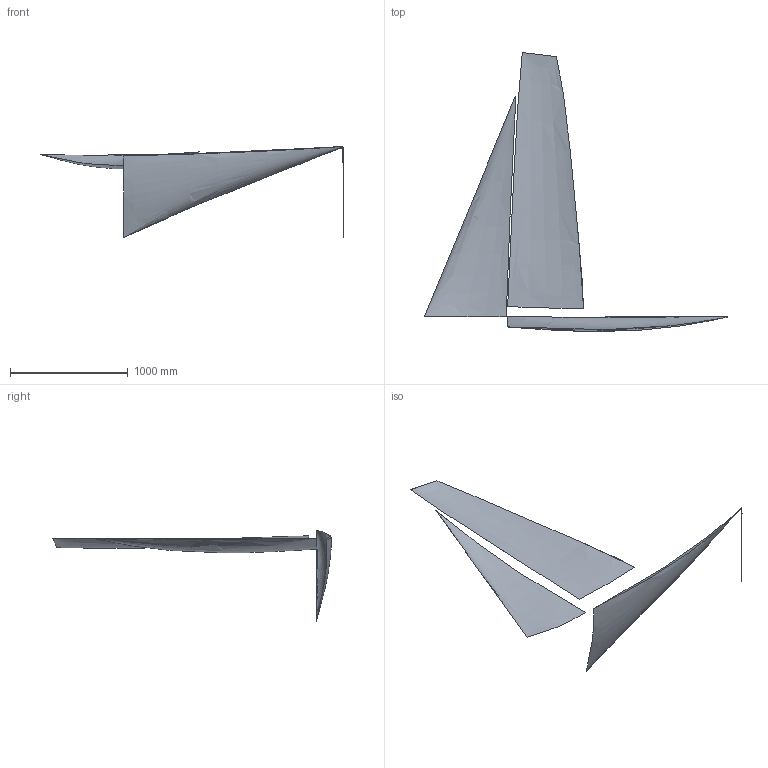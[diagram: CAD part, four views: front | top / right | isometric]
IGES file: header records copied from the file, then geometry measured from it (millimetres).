
Start section: START RECORD GO HERE.
Global section: file name: Twist_Matrix.igs; native system: IBM CATIA IGES - CATIA Version 5 Release 18 ; preprocessor: CATIA Version 5 Release 18 ; author: Julien; organization: DELL-XP; date: 20110329.095143; units: millimetre
Bounding box: 2580.67 x 2372.7 x 776.04 mm (x, y, z)
Surface area: 7102530.5 mm2 (no closed solid volume)
Topology: 0 solids, 0 shells, 8 faces, 32 edges, 32 vertices
Faces by surface type: bspline 8
